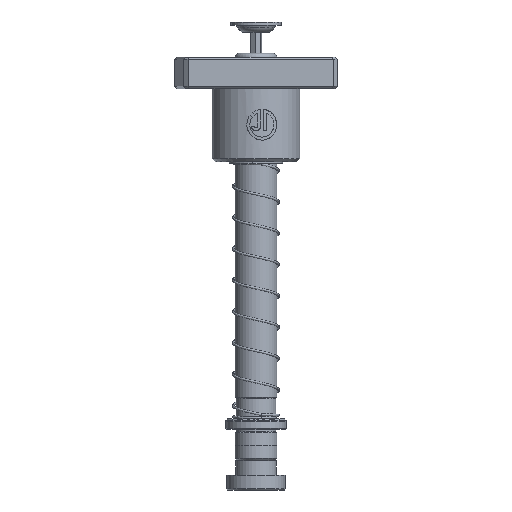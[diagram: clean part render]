
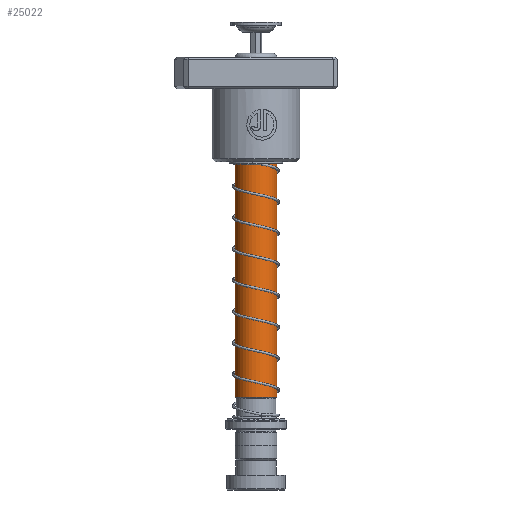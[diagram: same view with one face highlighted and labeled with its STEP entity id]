
A CAD part, front view. The second image highlights one B-rep face of the part: STEP entity #25022.
In plain terms, the highlighted cylindrical face has radius 10.009 mm (diameter 20.018 mm), a partial arc.
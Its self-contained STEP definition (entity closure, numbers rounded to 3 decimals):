
#857 = DIRECTION ( 'NONE',  ( 0., 0., -1. ) ) ;
#1063 = EDGE_CURVE ( 'NONE', #19421, #16842, #10621, .T. ) ;
#1461 = EDGE_CURVE ( 'NONE', #19421, #30321, #12097, .T. ) ;
#2846 = DIRECTION ( 'NONE',  ( 0., 0., -1. ) ) ;
#3773 = CARTESIAN_POINT ( 'NONE',  ( 10.009, 0., 193. ) ) ;
#7504 = VERTEX_POINT ( 'NONE', #15429 ) ;
#10268 = EDGE_CURVE ( 'NONE', #30321, #7504, #26205, .T. ) ;
#10621 = LINE ( 'NONE', #30988, #14457 ) ;
#11772 = DIRECTION ( 'NONE',  ( 1., 0., 0. ) ) ;
#12097 = CIRCLE ( 'NONE', #15937, 10.009 ) ;
#12616 = CARTESIAN_POINT ( 'NONE',  ( 10.009, 0., 30.5 ) ) ;
#14396 = DIRECTION ( 'NONE',  ( 0., 0., -1. ) ) ;
#14457 = VECTOR ( 'NONE', #27842, 1000. ) ;
#14570 = ORIENTED_EDGE ( 'NONE', *, *, #1461, .T. ) ;
#14922 = CARTESIAN_POINT ( 'NONE',  ( -10.009, 0., 195. ) ) ;
#15203 = CARTESIAN_POINT ( 'NONE',  ( 0., 0., 30.5 ) ) ;
#15429 = CARTESIAN_POINT ( 'NONE',  ( -10.009, 0., 30.5 ) ) ;
#15679 = VECTOR ( 'NONE', #14396, 1000. ) ;
#15937 = AXIS2_PLACEMENT_3D ( 'NONE', #39375, #2846, #11772 ) ;
#16842 = VERTEX_POINT ( 'NONE', #12616 ) ;
#18528 = ORIENTED_EDGE ( 'NONE', *, *, #1063, .F. ) ;
#19421 = VERTEX_POINT ( 'NONE', #3773 ) ;
#22089 = CARTESIAN_POINT ( 'NONE',  ( 0., 0., 195. ) ) ;
#24553 = EDGE_CURVE ( 'NONE', #7504, #16842, #35120, .T. ) ;
#24869 = DIRECTION ( 'NONE',  ( 0., 0., 1. ) ) ;
#25022 = ADVANCED_FACE ( 'NONE', ( #28461 ), #30379, .T. ) ;
#25914 = CARTESIAN_POINT ( 'NONE',  ( -10.009, 0., 193. ) ) ;
#26205 = LINE ( 'NONE', #14922, #15679 ) ;
#27668 = AXIS2_PLACEMENT_3D ( 'NONE', #22089, #857, #34575 ) ;
#27842 = DIRECTION ( 'NONE',  ( 0., 0., -1. ) ) ;
#28461 = FACE_OUTER_BOUND ( 'NONE', #30474, .T. ) ;
#30321 = VERTEX_POINT ( 'NONE', #25914 ) ;
#30379 = CYLINDRICAL_SURFACE ( 'NONE', #27668, 10.009 ) ;
#30474 = EDGE_LOOP ( 'NONE', ( #18528, #14570, #33223, #35775 ) ) ;
#30988 = CARTESIAN_POINT ( 'NONE',  ( 10.009, 0., 195. ) ) ;
#33223 = ORIENTED_EDGE ( 'NONE', *, *, #10268, .T. ) ;
#33858 = DIRECTION ( 'NONE',  ( 1., 0., 0. ) ) ;
#34500 = AXIS2_PLACEMENT_3D ( 'NONE', #15203, #24869, #33858 ) ;
#34575 = DIRECTION ( 'NONE',  ( -1., 0., 0. ) ) ;
#35120 = CIRCLE ( 'NONE', #34500, 10.009 ) ;
#35775 = ORIENTED_EDGE ( 'NONE', *, *, #24553, .T. ) ;
#39375 = CARTESIAN_POINT ( 'NONE',  ( 0., 0., 193. ) ) ;
